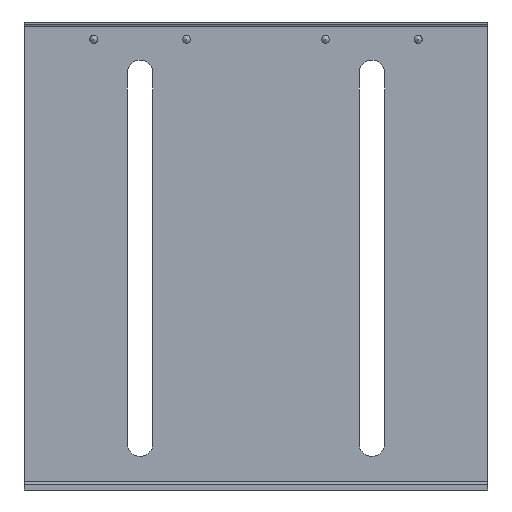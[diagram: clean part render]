
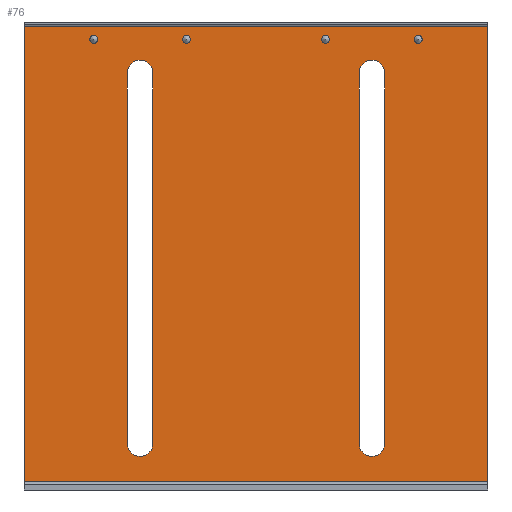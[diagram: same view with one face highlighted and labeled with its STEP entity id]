
A CAD part, front view. The second image highlights one B-rep face of the part: STEP entity #76.
In plain terms, the highlighted planar face has unit normal (0, -1, 0).
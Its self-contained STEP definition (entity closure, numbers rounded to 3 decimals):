
#76=ADVANCED_FACE('',(#305,#307,#309,#311,#313,#315,#317),#319,.T.);
#305=FACE_BOUND('',#306,.T.);
#306=EDGE_LOOP('',(#1121,#1122,#1123,#1124));
#307=FACE_BOUND('',#308,.T.);
#308=EDGE_LOOP('',(#1125));
#309=FACE_BOUND('',#310,.T.);
#310=EDGE_LOOP('',(#1126));
#311=FACE_BOUND('',#312,.T.);
#312=EDGE_LOOP('',(#1127,#1128,#1129,#1130));
#313=FACE_BOUND('',#314,.T.);
#314=EDGE_LOOP('',(#1131,#1132,#1133,#1134));
#315=FACE_BOUND('',#316,.T.);
#316=EDGE_LOOP('',(#1135));
#317=FACE_BOUND('',#318,.T.);
#318=EDGE_LOOP('',(#1136));
#319=PLANE('',#320);
#320=AXIS2_PLACEMENT_3D('',#321,#322,#323);
#321=CARTESIAN_POINT('',(0.,47.5,-46.142));
#322=DIRECTION('',(0.,-1.,0.));
#323=DIRECTION('',(1.,0.,0.));
#1121=ORIENTED_EDGE('',*,*,#1670,.F.);
#1122=ORIENTED_EDGE('',*,*,#1636,.T.);
#1123=ORIENTED_EDGE('',*,*,#1669,.T.);
#1124=ORIENTED_EDGE('',*,*,#1642,.T.);
#1125=ORIENTED_EDGE('',*,*,#1671,.F.);
#1126=ORIENTED_EDGE('',*,*,#1672,.F.);
#1127=ORIENTED_EDGE('',*,*,#1673,.T.);
#1128=ORIENTED_EDGE('',*,*,#1674,.T.);
#1129=ORIENTED_EDGE('',*,*,#1675,.T.);
#1130=ORIENTED_EDGE('',*,*,#1676,.T.);
#1131=ORIENTED_EDGE('',*,*,#1677,.T.);
#1132=ORIENTED_EDGE('',*,*,#1678,.T.);
#1133=ORIENTED_EDGE('',*,*,#1679,.T.);
#1134=ORIENTED_EDGE('',*,*,#1680,.T.);
#1135=ORIENTED_EDGE('',*,*,#1681,.F.);
#1136=ORIENTED_EDGE('',*,*,#1682,.F.);
#1636=EDGE_CURVE('',#1912,#1910,#1913,.T.);
#1642=EDGE_CURVE('',#1922,#1920,#1923,.T.);
#1669=EDGE_CURVE('',#1910,#1922,#1967,.T.);
#1670=EDGE_CURVE('',#1912,#1920,#1968,.T.);
#1671=EDGE_CURVE('',#1969,#1969,#1970,.T.);
#1672=EDGE_CURVE('',#1971,#1971,#1972,.T.);
#1673=EDGE_CURVE('',#1973,#1974,#1975,.F.);
#1674=EDGE_CURVE('',#1974,#1976,#1977,.T.);
#1675=EDGE_CURVE('',#1976,#1978,#1979,.F.);
#1676=EDGE_CURVE('',#1978,#1973,#1980,.T.);
#1677=EDGE_CURVE('',#1981,#1982,#1983,.T.);
#1678=EDGE_CURVE('',#1982,#1984,#1985,.F.);
#1679=EDGE_CURVE('',#1984,#1986,#1987,.T.);
#1680=EDGE_CURVE('',#1986,#1981,#1988,.F.);
#1681=EDGE_CURVE('',#1989,#1989,#1990,.T.);
#1682=EDGE_CURVE('',#1991,#1991,#1992,.T.);
#1910=VERTEX_POINT('',#2365);
#1912=VERTEX_POINT('',#2369);
#1913=LINE('',#2370,#2371);
#1920=VERTEX_POINT('',#2387);
#1922=VERTEX_POINT('',#2391);
#1923=LINE('',#2392,#2393);
#1967=LINE('',#2503,#2504);
#1968=LINE('',#2506,#2507);
#1969=VERTEX_POINT('',#2509);
#1970=CIRCLE('',#2510,1.722);
#1971=VERTEX_POINT('',#2514);
#1972=CIRCLE('',#2515,1.722);
#1973=VERTEX_POINT('',#2519);
#1974=VERTEX_POINT('',#2520);
#1975=LINE('',#2521,#2522);
#1976=VERTEX_POINT('',#2524);
#1977=CIRCLE('',#2525,5.5);
#1978=VERTEX_POINT('',#2529);
#1979=LINE('',#2530,#2531);
#1980=CIRCLE('',#2533,5.5);
#1981=VERTEX_POINT('',#2537);
#1982=VERTEX_POINT('',#2538);
#1983=CIRCLE('',#2539,5.5);
#1984=VERTEX_POINT('',#2543);
#1985=LINE('',#2544,#2545);
#1986=VERTEX_POINT('',#2547);
#1987=CIRCLE('',#2548,5.5);
#1988=LINE('',#2552,#2553);
#1989=VERTEX_POINT('',#2555);
#1990=CIRCLE('',#2556,1.722);
#1991=VERTEX_POINT('',#2560);
#1992=CIRCLE('',#2561,1.722);
#2365=CARTESIAN_POINT('',(100.,47.5,200.));
#2369=CARTESIAN_POINT('',(100.,47.5,3.5));
#2370=CARTESIAN_POINT('',(100.,47.5,3.5));
#2371=VECTOR('',#2372,1.);
#2372=DIRECTION('',(0.,0.,1.));
#2387=CARTESIAN_POINT('',(-100.,47.5,3.5));
#2391=CARTESIAN_POINT('',(-100.,47.5,200.));
#2392=CARTESIAN_POINT('',(-100.,47.5,200.));
#2393=VECTOR('',#2394,1.);
#2394=DIRECTION('',(0.,0.,-1.));
#2503=CARTESIAN_POINT('',(100.,47.5,200.));
#2504=VECTOR('',#2505,1.);
#2505=DIRECTION('',(-1.,0.,0.));
#2506=CARTESIAN_POINT('',(100.,47.5,3.5));
#2507=VECTOR('',#2508,1.);
#2508=DIRECTION('',(-1.,0.,0.));
#2509=CARTESIAN_POINT('',(70.,47.5,192.778));
#2510=AXIS2_PLACEMENT_3D('',#2511,#2512,#2513);
#2511=CARTESIAN_POINT('',(70.,47.5,194.5));
#2512=DIRECTION('',(0.,-1.,0.));
#2513=DIRECTION('',(0.,0.,-1.));
#2514=CARTESIAN_POINT('',(-30.,47.5,192.778));
#2515=AXIS2_PLACEMENT_3D('',#2516,#2517,#2518);
#2516=CARTESIAN_POINT('',(-30.,47.5,194.5));
#2517=DIRECTION('',(0.,-1.,0.));
#2518=DIRECTION('',(0.,0.,-1.));
#2519=CARTESIAN_POINT('',(55.5,47.5,180.));
#2520=CARTESIAN_POINT('',(55.5,47.5,20.));
#2521=CARTESIAN_POINT('',(55.5,47.5,20.));
#2522=VECTOR('',#2523,1.);
#2523=DIRECTION('',(0.,0.,1.));
#2524=CARTESIAN_POINT('',(44.5,47.5,20.));
#2525=AXIS2_PLACEMENT_3D('',#2526,#2527,#2528);
#2526=CARTESIAN_POINT('',(50.,47.5,20.));
#2527=DIRECTION('',(0.,1.,0.));
#2528=DIRECTION('',(1.,0.,0.));
#2529=CARTESIAN_POINT('',(44.5,47.5,180.));
#2530=CARTESIAN_POINT('',(44.5,47.5,180.));
#2531=VECTOR('',#2532,1.);
#2532=DIRECTION('',(0.,0.,-1.));
#2533=AXIS2_PLACEMENT_3D('',#2534,#2535,#2536);
#2534=CARTESIAN_POINT('',(50.,47.5,180.));
#2535=DIRECTION('',(0.,1.,0.));
#2536=DIRECTION('',(-1.,0.,0.));
#2537=CARTESIAN_POINT('',(-44.5,47.5,20.));
#2538=CARTESIAN_POINT('',(-55.5,47.5,20.));
#2539=AXIS2_PLACEMENT_3D('',#2540,#2541,#2542);
#2540=CARTESIAN_POINT('',(-50.,47.5,20.));
#2541=DIRECTION('',(-0.,1.,0.));
#2542=DIRECTION('',(1.,0.,0.));
#2543=CARTESIAN_POINT('',(-55.5,47.5,180.));
#2544=CARTESIAN_POINT('',(-55.5,47.5,180.));
#2545=VECTOR('',#2546,1.);
#2546=DIRECTION('',(0.,0.,-1.));
#2547=CARTESIAN_POINT('',(-44.5,47.5,180.));
#2548=AXIS2_PLACEMENT_3D('',#2549,#2550,#2551);
#2549=CARTESIAN_POINT('',(-50.,47.5,180.));
#2550=DIRECTION('',(0.,1.,0.));
#2551=DIRECTION('',(-1.,0.,0.));
#2552=CARTESIAN_POINT('',(-44.5,47.5,20.));
#2553=VECTOR('',#2554,1.);
#2554=DIRECTION('',(0.,0.,1.));
#2555=CARTESIAN_POINT('',(-68.278,47.5,194.5));
#2556=AXIS2_PLACEMENT_3D('',#2557,#2558,#2559);
#2557=CARTESIAN_POINT('',(-70.,47.5,194.5));
#2558=DIRECTION('',(0.,-1.,0.));
#2559=DIRECTION('',(1.,0.,0.));
#2560=CARTESIAN_POINT('',(31.722,47.5,194.5));
#2561=AXIS2_PLACEMENT_3D('',#2562,#2563,#2564);
#2562=CARTESIAN_POINT('',(30.,47.5,194.5));
#2563=DIRECTION('',(0.,-1.,0.));
#2564=DIRECTION('',(1.,0.,0.));
